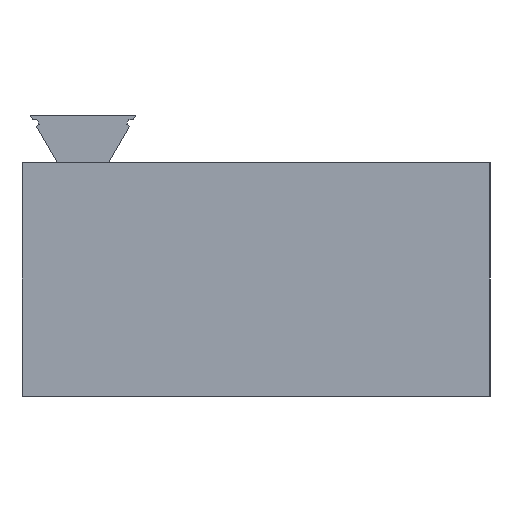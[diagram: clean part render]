
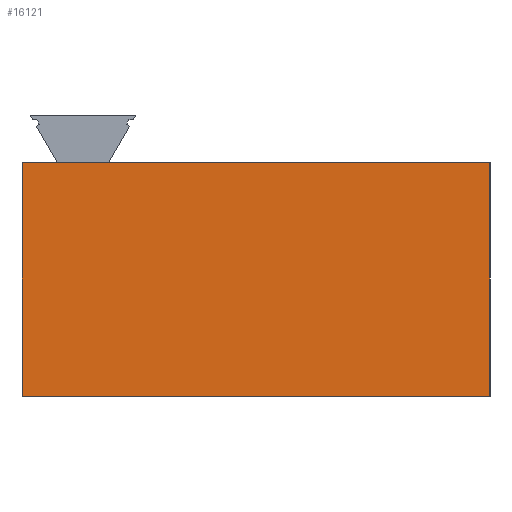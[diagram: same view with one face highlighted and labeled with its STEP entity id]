
A CAD part, front view. The second image highlights one B-rep face of the part: STEP entity #16121.
In plain terms, the highlighted planar face has unit normal (-0.001, -1, 0).
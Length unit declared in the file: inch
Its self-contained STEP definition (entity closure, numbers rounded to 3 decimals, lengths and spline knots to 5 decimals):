
#3093=FACE_OUTER_BOUND('',#4848,.F.);
#4848=EDGE_LOOP('',(#10305,#10306,#10307,#10308));
#10305=ORIENTED_EDGE('',*,*,#27639,.F.);
#10306=ORIENTED_EDGE('',*,*,#27647,.F.);
#10307=ORIENTED_EDGE('',*,*,#27643,.T.);
#10308=ORIENTED_EDGE('',*,*,#27646,.T.);
#16121=ADVANCED_FACE('',(#3093),#17451,.T.);
#17451=PLANE('',#35413);
#19895=LINE('',#51139,#23393);
#19899=LINE('',#51143,#23397);
#19902=LINE('',#51146,#23400);
#19903=LINE('',#51147,#23401);
#23393=VECTOR('',#41598,48.);
#23397=VECTOR('',#41602,48.);
#23400=VECTOR('',#41605,96.);
#23401=VECTOR('',#41606,96.);
#27639=EDGE_CURVE('',#31657,#31659,#19895,.T.);
#27643=EDGE_CURVE('',#31653,#31655,#19899,.T.);
#27646=EDGE_CURVE('',#31655,#31659,#19902,.T.);
#27647=EDGE_CURVE('',#31653,#31657,#19903,.T.);
#31653=VERTEX_POINT('',#51131);
#31655=VERTEX_POINT('',#51133);
#31657=VERTEX_POINT('',#51135);
#31659=VERTEX_POINT('',#51137);
#35413=AXIS2_PLACEMENT_3D('',#51153,#41615,#41616);
#41598=DIRECTION('',(0.,0.,1.));
#41602=DIRECTION('',(0.,0.,1.));
#41605=DIRECTION('',(1.,0.,0.));
#41606=DIRECTION('',(1.,0.,0.));
#41615=DIRECTION('',(0.,-1.,0.));
#41616=DIRECTION('',(0.,0.,1.));
#51131=CARTESIAN_POINT('',(91.78796,-12.47256,36.));
#51133=CARTESIAN_POINT('',(91.78796,-12.47256,84.));
#51135=CARTESIAN_POINT('',(187.78795,-12.51886,36.));
#51137=CARTESIAN_POINT('',(187.78795,-12.51886,84.));
#51139=CARTESIAN_POINT('',(187.78795,-12.51886,36.));
#51143=CARTESIAN_POINT('',(91.78796,-12.47256,36.));
#51146=CARTESIAN_POINT('',(91.78796,-12.47256,84.));
#51147=CARTESIAN_POINT('',(91.78796,-12.47256,36.));
#51153=CARTESIAN_POINT('',(188.74795,-12.51932,35.04));
